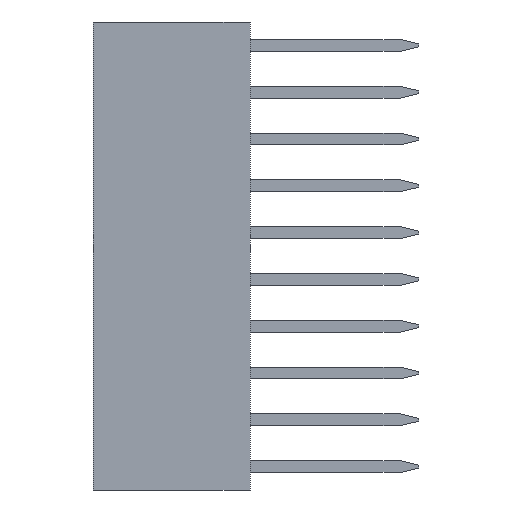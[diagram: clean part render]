
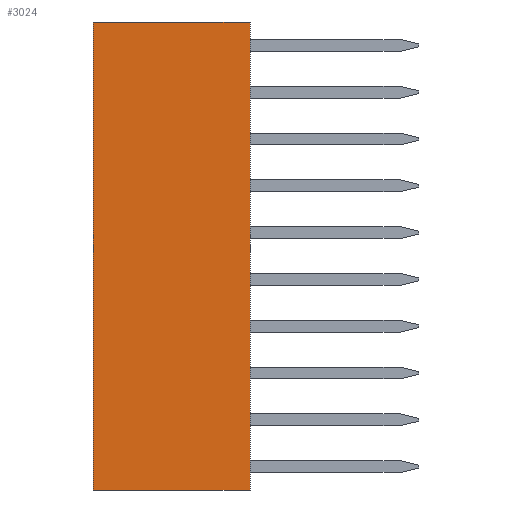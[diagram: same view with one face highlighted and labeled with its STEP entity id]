
A CAD part, left-side view. The second image highlights one B-rep face of the part: STEP entity #3024.
In plain terms, the highlighted planar face has unit normal (-1, 0, 0).
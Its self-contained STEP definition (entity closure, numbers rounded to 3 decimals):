
#754 = CARTESIAN_POINT ( 'NONE',  ( 0., -8.5, 25.4 ) ) ;
#886 = VERTEX_POINT ( 'NONE', #754 ) ;
#1496 = LINE ( 'NONE', #9043, #7366 ) ;
#2510 = DIRECTION ( 'NONE',  ( 0., -1., 0. ) ) ;
#2861 = FACE_OUTER_BOUND ( 'NONE', #8887, .T. ) ;
#2898 = ORIENTED_EDGE ( 'NONE', *, *, #9201, .T. ) ;
#2970 = VERTEX_POINT ( 'NONE', #9922 ) ;
#3024 = ADVANCED_FACE ( 'NONE', ( #2861 ), #14699, .F. ) ;
#3760 = LINE ( 'NONE', #8051, #6485 ) ;
#3781 = VECTOR ( 'NONE', #7429, 1000. ) ;
#3861 = ORIENTED_EDGE ( 'NONE', *, *, #4470, .F. ) ;
#4470 = EDGE_CURVE ( 'NONE', #886, #2970, #9946, .T. ) ;
#4960 = EDGE_CURVE ( 'NONE', #13179, #886, #11779, .T. ) ;
#5432 = DIRECTION ( 'NONE',  ( 1., 0., 0. ) ) ;
#5685 = AXIS2_PLACEMENT_3D ( 'NONE', #12382, #5432, #13541 ) ;
#6485 = VECTOR ( 'NONE', #8087, 1000. ) ;
#7366 = VECTOR ( 'NONE', #7797, 1000. ) ;
#7429 = DIRECTION ( 'NONE',  ( 0., 0., -1. ) ) ;
#7797 = DIRECTION ( 'NONE',  ( 0., 0., -1. ) ) ;
#8051 = CARTESIAN_POINT ( 'NONE',  ( 0., 0., 0. ) ) ;
#8087 = DIRECTION ( 'NONE',  ( 0., -1., 0. ) ) ;
#8304 = CARTESIAN_POINT ( 'NONE',  ( 0., 0., 25.4 ) ) ;
#8887 = EDGE_LOOP ( 'NONE', ( #2898, #3861, #14593, #11147 ) ) ;
#9043 = CARTESIAN_POINT ( 'NONE',  ( 0., 0., 2.54 ) ) ;
#9201 = EDGE_CURVE ( 'NONE', #12709, #2970, #3760, .T. ) ;
#9922 = CARTESIAN_POINT ( 'NONE',  ( 0., -8.5, 0. ) ) ;
#9946 = LINE ( 'NONE', #13875, #3781 ) ;
#11147 = ORIENTED_EDGE ( 'NONE', *, *, #13722, .T. ) ;
#11779 = LINE ( 'NONE', #8304, #14916 ) ;
#12382 = CARTESIAN_POINT ( 'NONE',  ( 0., 0., 2.54 ) ) ;
#12512 = CARTESIAN_POINT ( 'NONE',  ( 0., 0., 25.4 ) ) ;
#12629 = CARTESIAN_POINT ( 'NONE',  ( 0., 0., 0. ) ) ;
#12709 = VERTEX_POINT ( 'NONE', #12629 ) ;
#13179 = VERTEX_POINT ( 'NONE', #12512 ) ;
#13541 = DIRECTION ( 'NONE',  ( 0., 0., -1. ) ) ;
#13722 = EDGE_CURVE ( 'NONE', #13179, #12709, #1496, .T. ) ;
#13875 = CARTESIAN_POINT ( 'NONE',  ( 0., -8.5, 2.54 ) ) ;
#14593 = ORIENTED_EDGE ( 'NONE', *, *, #4960, .F. ) ;
#14699 = PLANE ( 'NONE',  #5685 ) ;
#14916 = VECTOR ( 'NONE', #2510, 1000. ) ;
